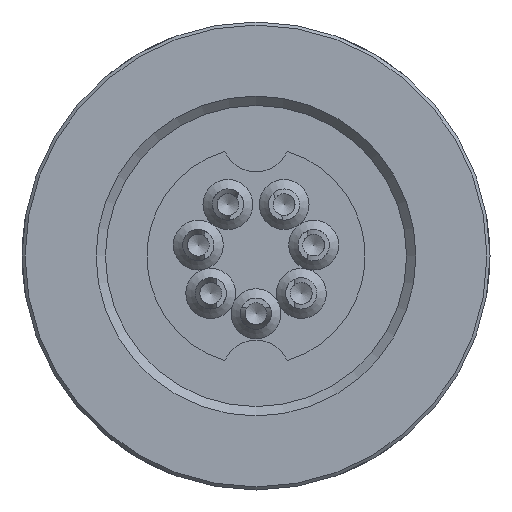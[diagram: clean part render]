
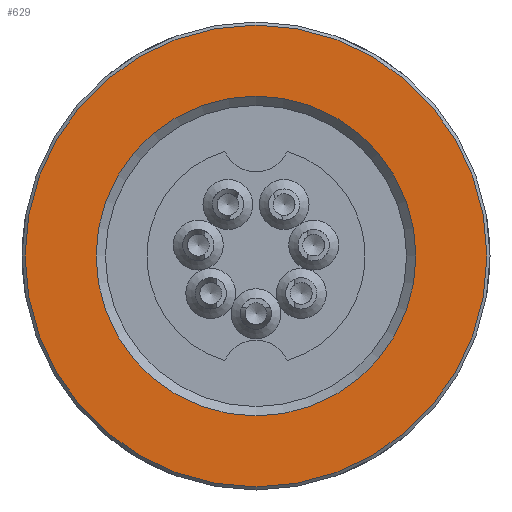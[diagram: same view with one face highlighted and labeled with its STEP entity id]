
A CAD part, left-side view. The second image highlights one B-rep face of the part: STEP entity #629.
In plain terms, the highlighted planar face has unit normal (-1, 0, 0).
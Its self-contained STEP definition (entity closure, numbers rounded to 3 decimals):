
#283=PLANE('',#2992);
#461=FACE_BOUND('',#1054,.T.);
#462=FACE_BOUND('',#1055,.T.);
#629=ADVANCED_FACE('',(#461,#462),#283,.T.);
#1054=EDGE_LOOP('',(#1841));
#1055=EDGE_LOOP('',(#1842));
#1841=ORIENTED_EDGE('',*,*,#2492,.T.);
#1842=ORIENTED_EDGE('',*,*,#2493,.T.);
#2187=VERTEX_POINT('',#5034);
#2188=VERTEX_POINT('',#5037);
#2492=EDGE_CURVE('',#2187,#2187,#2683,.T.);
#2493=EDGE_CURVE('',#2188,#2188,#2684,.T.);
#2683=CIRCLE('',#2989,5.125);
#2684=CIRCLE('',#2991,7.4);
#2989=AXIS2_PLACEMENT_3D('',#5033,#3705,#3706);
#2991=AXIS2_PLACEMENT_3D('',#5036,#3709,#3710);
#2992=AXIS2_PLACEMENT_3D('',#5038,#3711,#3712);
#3705=DIRECTION('',(1.,0.,0.));
#3706=DIRECTION('',(0.,0.,1.));
#3709=DIRECTION('',(-1.,0.,0.));
#3710=DIRECTION('',(0.,0.,1.));
#3711=DIRECTION('',(-1.,0.,0.));
#3712=DIRECTION('',(0.,0.,1.));
#5033=CARTESIAN_POINT('',(0.,0.,0.));
#5034=CARTESIAN_POINT('',(0.,0.,5.125));
#5036=CARTESIAN_POINT('',(0.,0.,0.));
#5037=CARTESIAN_POINT('',(0.,0.,7.4));
#5038=CARTESIAN_POINT('',(0.,0.,0.));
